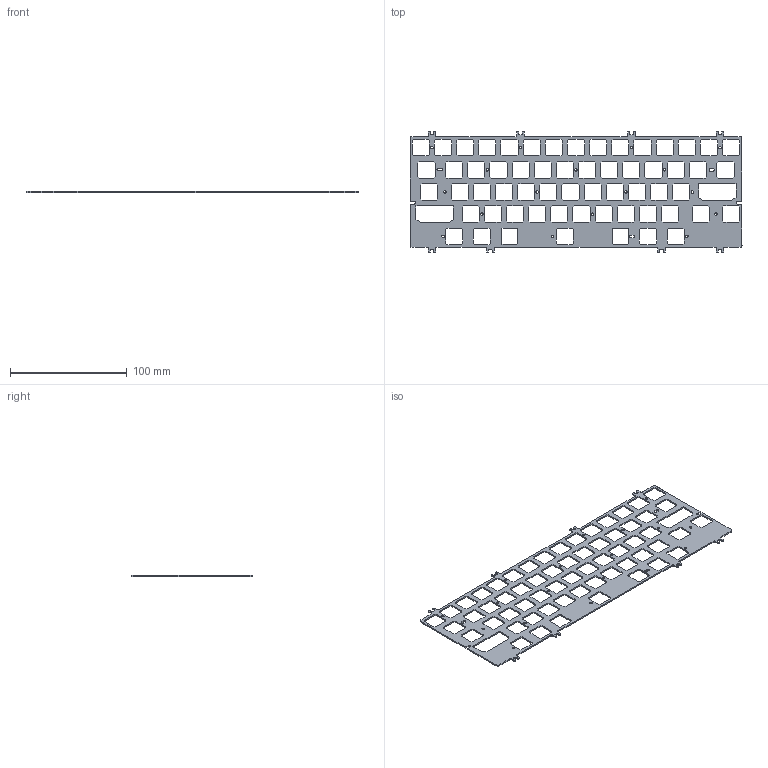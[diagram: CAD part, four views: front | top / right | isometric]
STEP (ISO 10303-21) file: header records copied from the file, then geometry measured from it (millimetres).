
FILE_DESCRIPTION(/* description */ (''),/* implementation_level */ '2;1');
FILE_NAME(/* name */ '12MM厚~1',/* time_stamp */ '2024-09-18T20:19:09+08:00',/* author */ (''),/* organization */ (''),/* preprocessor_version */ 'ST-DEVELOPER v16.5',/* originating_system */ '',/* authorisation */ '');
FILE_SCHEMA (('CONFIG_CONTROL_DESIGN'));
Length unit declared in the file: millimetre
Products named in the file (1): Document
Bounding box: 284.67 x 104.16 x 1.21 mm (x, y, z)
Volume: 16631.7 mm3; surface area: 33180.7 mm2
Topology: 1 solids, 1 shells, 577 faces, 1725 edges, 1150 vertices
Faces by surface type: bspline 381, plane 140, cylinder 56
Entity records: 19235 total; most frequent: CARTESIAN_POINT 8194, ORIENTED_EDGE 3450, EDGE_CURVE 1725, B_SPLINE_CURVE_WITH_KNOTS 1609, VERTEX_POINT 1150, EDGE_LOOP 741, ADVANCED_FACE 577, FACE_OUTER_BOUND 577
